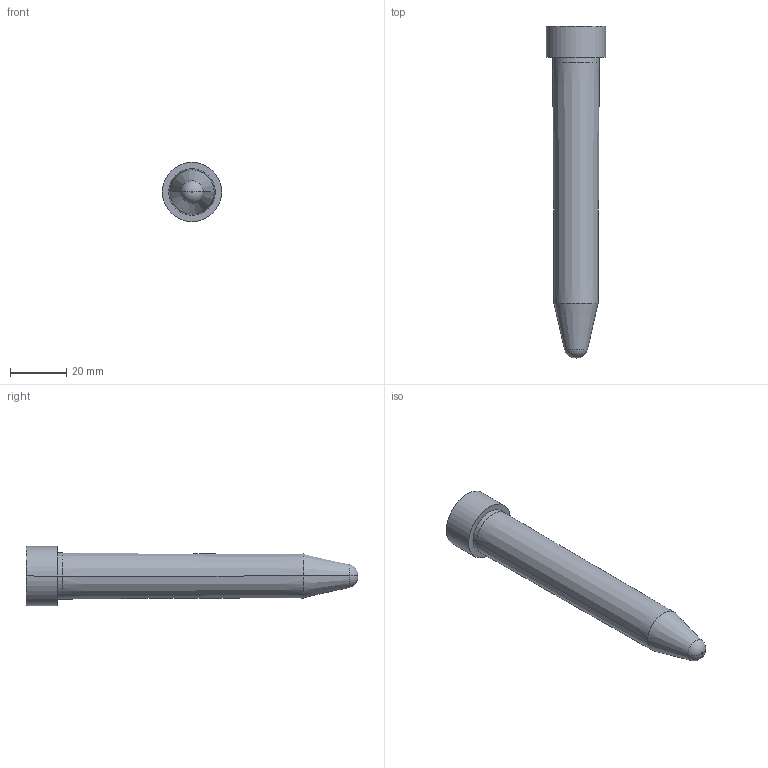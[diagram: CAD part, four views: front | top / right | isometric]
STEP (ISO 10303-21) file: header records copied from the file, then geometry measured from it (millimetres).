
FILE_DESCRIPTION (( 'STEP AP214' ), '1' );
FILE_NAME ('test tube v3.STEP', '2024-09-26T20:27:38', ( '' ), ( '' ), 'SwSTEP 2.0', 'SolidWorks 2021', '' );
FILE_SCHEMA (( 'AUTOMOTIVE_DESIGN' ));
Length unit declared in the file: millimetre
Products named in the file (1): test tube v3
Bounding box: 21 x 117.93 x 21 mm (x, y, z)
Volume: 5880 mm3; surface area: 11765.2 mm2
Topology: 1 solids, 2 shells, 26 faces, 48 edges, 28 vertices
Faces by surface type: cylinder 8, cone 8, plane 6, torus 4
Entity records: 724 total; most frequent: DIRECTION 134, CARTESIAN_POINT 103, ORIENTED_EDGE 96, AXIS2_PLACEMENT_3D 59, EDGE_CURVE 48, CIRCLE 32, EDGE_LOOP 28, VERTEX_POINT 28
